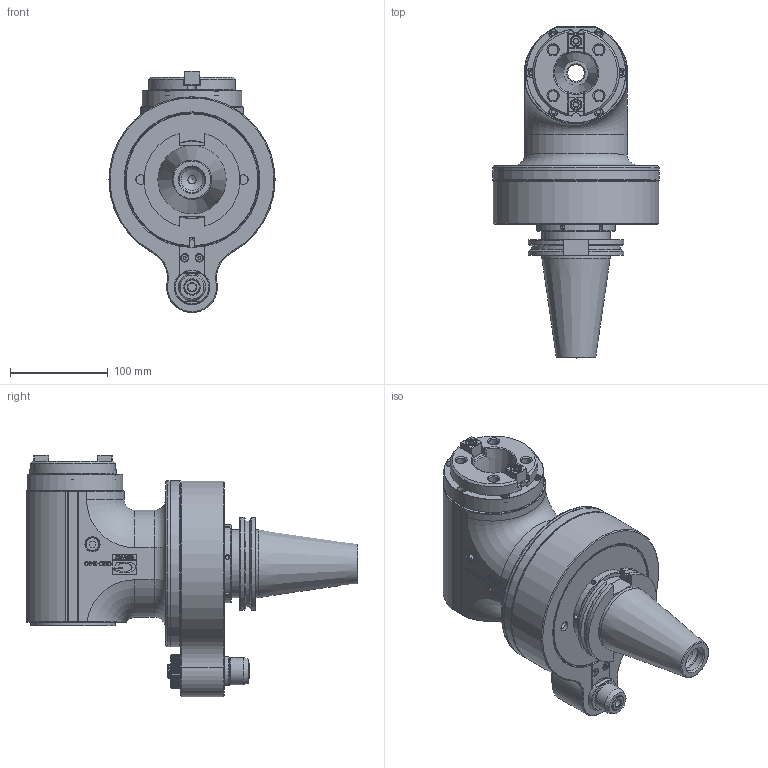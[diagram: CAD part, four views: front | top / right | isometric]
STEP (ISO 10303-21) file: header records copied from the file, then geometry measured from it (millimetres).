
FILE_DESCRIPTION(/* description */ (''),/* implementation_level */ '2;1');
FILE_NAME(/* name */ '9.G90.S4000-10C50.stp',/* time_stamp */ '2023-12-22T09:54:47-05:00',/* author */ ('jkrenzer'),/* organization */ (''),/* preprocessor_version */ 'ST-DEVELOPER v18.1',/* originating_system */ 'Autodesk Inventor 2022',/* authorisation */ '');
FILE_SCHEMA (('AUTOMOTIVE_DESIGN { 1 0 10303 214 3 1 1 }'));
Products named in the file (1): 9.G90.S4000-10C50
Bounding box: 170 x 339.8 x 246.9 mm (x, y, z)
Volume: 2722051 mm3; surface area: 461389.1 mm2
Topology: 3 solids, 7 shells, 1854 faces, 4723 edges, 3052 vertices
Faces by surface type: plane 1003, cylinder 392, cone 338, bspline 96, torus 25
Full cylindrical faces by diameter (mm): 2.5 x6, 3 x2, 3.3 x1, 4.2 x20, 5 x14, 5.2 x2, 5.5 x6, 6 x7, 6.5 x13, 7.8 x2, 8.5 x8, 9 x8, 9.2 x2, 9.5 x1, 9.8 x4, 10 x15, 10.5 x11, 11 x2, 12.8 x2, 13 x4, 14 x2, 14.5 x1, 15.8 x2, 16 x1, 17 x1, 22 x2, 22.2 x1, 25 x1, 25.5 x1, 26 x1
Entity records: 69456 total; most frequent: CARTESIAN_POINT 24656, ORIENTED_EDGE 9388, DIRECTION 9076, EDGE_CURVE 4694, AXIS2_PLACEMENT_3D 3135, VERTEX_POINT 3052, LINE 2806, VECTOR 2806
